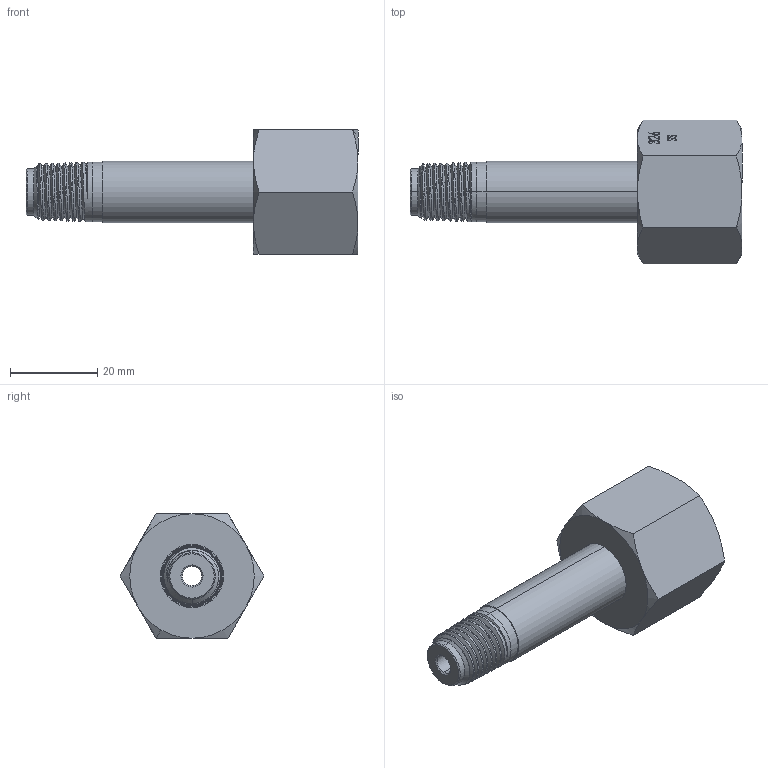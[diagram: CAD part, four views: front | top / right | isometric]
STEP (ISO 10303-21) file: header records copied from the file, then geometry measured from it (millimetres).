
FILE_DESCRIPTION (( 'STEP AP203' ), '1' );
FILE_NAME ('INL-326SS-4M-48.STEP', '2025-08-29T12:41:01', ( '' ), ( '' ), 'SwSTEP 2.0', 'SolidWorks 2018', '' );
FILE_SCHEMA (( 'CONFIG_CONTROL_DESIGN' ));
Length unit declared in the file: inch
Products named in the file (3): PRT-007716; INL-326SS-4M-48; PRT-006859
Assembly tree (2 placements, depth 2):
  INL-326SS-4M-48
    PRT-007716
    PRT-006859
Bounding box: 76.2 x 33 x 28.57 mm (x, y, z)
Volume: 20243.8 mm3; surface area: 10215.6 mm2
Topology: 2 solids, 2 shells, 197 faces, 710 edges, 525 vertices
Faces by surface type: bspline 65, cone 48, plane 42, cylinder 34, torus 6, sphere 2
Entity records: 19227 total; most frequent: CARTESIAN_POINT 13699, ORIENTED_EDGE 1416, EDGE_CURVE 708, DIRECTION 638, VERTEX_POINT 525, B_SPLINE_CURVE_WITH_KNOTS 431, AXIS2_PLACEMENT_3D 224, EDGE_LOOP 211
